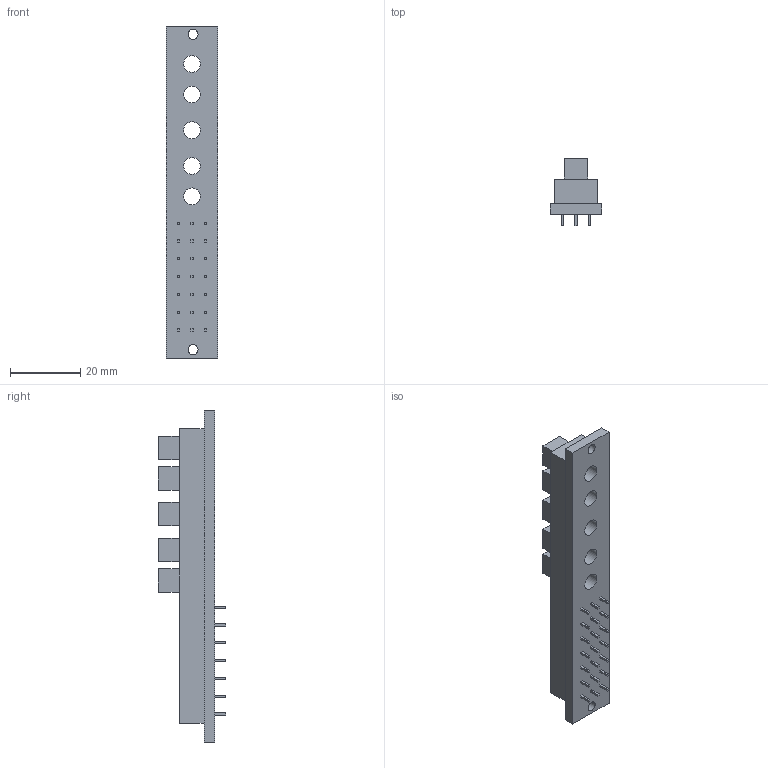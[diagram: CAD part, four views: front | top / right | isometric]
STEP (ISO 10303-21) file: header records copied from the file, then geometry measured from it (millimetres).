
FILE_DESCRIPTION(/* description */ (''),/* implementation_level */ '2;1');
FILE_NAME(/* name */ '100125096ugm000_b.stp',/* time_stamp */ '2015-09-02T07:52:59+02:00',/* author */ (''),/* organization */ (''),/* preprocessor_version */ 'ST-DEVELOPER v15',/* originating_system */ 'SIEMENS PLM Software NX 8.5',/* authorisation */ '');
FILE_SCHEMA (('AUTOMOTIVE_DESIGN { 1 0 10303 214 3 1 1 1 }'));
Length unit declared in the file: millimetre
Products named in the file (1): 100125096ugm000_b
Bounding box: 14.67 x 19.15 x 94.75 mm (x, y, z)
Volume: 11276.6 mm3; surface area: 7004.1 mm2
Topology: 1 solids, 1 shells, 253 faces, 609 edges, 406 vertices
Faces by surface type: plane 246, cylinder 7
Full cylindrical faces by diameter (mm): 2.85 x2, 4.825 x5
Entity records: 8279 total; most frequent: CARTESIAN_POINT 1262, ORIENTED_EDGE 1204, DIRECTION 1124, EDGE_CURVE 602, LINE 588, VECTOR 588, VERTEX_POINT 406, EDGE_LOOP 322
